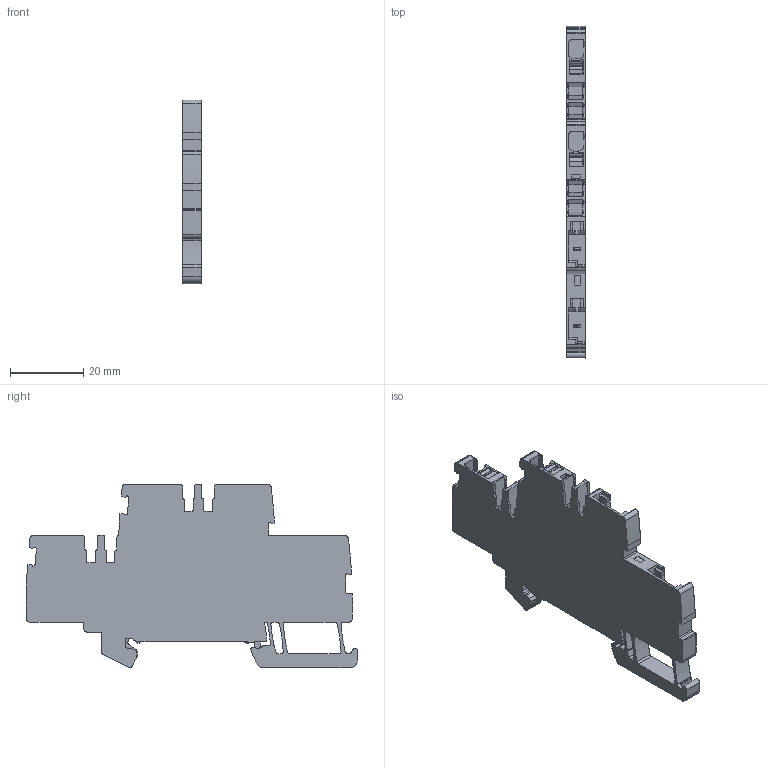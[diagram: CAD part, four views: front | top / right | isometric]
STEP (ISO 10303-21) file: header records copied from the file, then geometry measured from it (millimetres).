
FILE_DESCRIPTION(('CATIA V5R24 STEP','CAx-IF Rec.Pracs.--- Model Styling and Organization---1.2---2011-12-15'),'2;1');
FILE_NAME ('8640628_2', '2017-07-04T08:54:37+00:00', ('Weidmueller Interface'), ('Weidmueller'), 'CATIA Version 5-6 Release 2014 SP4 HF52', 'CATIA V5 STEP AP214', 'none');
FILE_SCHEMA(('AUTOMOTIVE_DESIGN { 1 0 10303 214 1 1 1 1 }'));
Length unit declared in the file: millimetre
Products named in the file (1): 1548160000_APGTB_2-5_2T_PE_4C-2
Bounding box: 5.1 x 90.68 x 50.15 mm (x, y, z)
Volume: 13240.9 mm3; surface area: 15415.5 mm2
Topology: 12 solids, 12 shells, 944 faces, 2778 edges, 1860 vertices
Faces by surface type: plane 492, cylinder 444, extrusion 8
Entity records: 32238 total; most frequent: CARTESIAN_POINT 6763, ORIENTED_EDGE 5556, DIRECTION 4333, EDGE_CURVE 2778, VERTEX_POINT 1860, VECTOR 1837, LINE 1829, AXIS2_PLACEMENT_3D 1661
